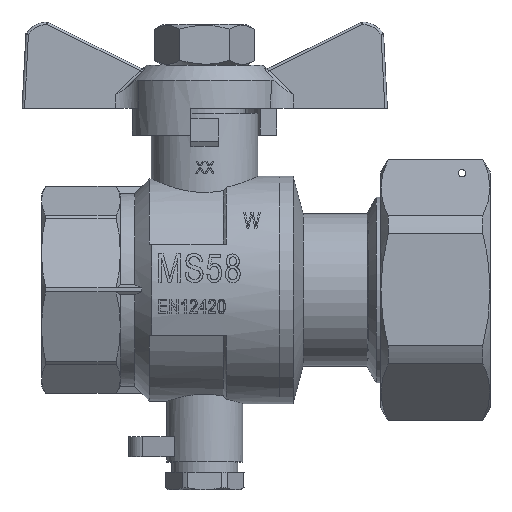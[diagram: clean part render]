
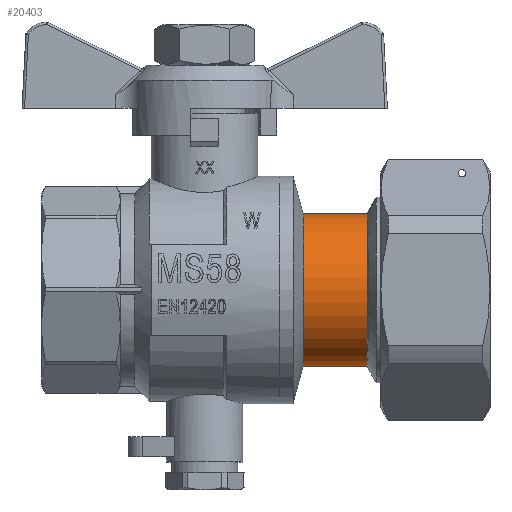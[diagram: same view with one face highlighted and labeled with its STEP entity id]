
A CAD part, top view. The second image highlights one B-rep face of the part: STEP entity #20403.
In plain terms, the highlighted cylindrical face has radius 15 mm (diameter 30 mm), a full revolution.
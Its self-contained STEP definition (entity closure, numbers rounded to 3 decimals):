
#4221=CYLINDRICAL_SURFACE('',#21925,15.);
#4960=ORIENTED_EDGE('',*,*,#11034,.F.);
#4961=ORIENTED_EDGE('',*,*,#11001,.F.);
#11001=EDGE_CURVE('',#14100,#14100,#16180,.T.);
#11034=EDGE_CURVE('',#14127,#14127,#16199,.T.);
#14100=VERTEX_POINT('',#33918);
#14127=VERTEX_POINT('',#33997);
#16180=CIRCLE('',#21886,15.);
#16199=CIRCLE('',#21924,15.);
#16752=EDGE_LOOP('',(#4960));
#16753=EDGE_LOOP('',(#4961));
#18124=FACE_BOUND('',#16752,.T.);
#18125=FACE_BOUND('',#16753,.T.);
#20403=ADVANCED_FACE('',(#18124,#18125),#4221,.T.);
#21886=AXIS2_PLACEMENT_3D('',#33917,#25242,#25243);
#21924=AXIS2_PLACEMENT_3D('',#33996,#25332,#25333);
#21925=AXIS2_PLACEMENT_3D('',#33998,#25334,#25335);
#25242=DIRECTION('',(-1.,0.,0.));
#25243=DIRECTION('',(0.,1.,0.));
#25332=DIRECTION('',(1.,0.,0.));
#25333=DIRECTION('',(0.,-1.,0.));
#25334=DIRECTION('',(1.,0.,0.));
#25335=DIRECTION('',(0.,-1.,0.));
#33917=CARTESIAN_POINT('',(19.383,0.,0.));
#33918=CARTESIAN_POINT('',(19.383,15.,0.));
#33996=CARTESIAN_POINT('',(32.053,0.,0.));
#33997=CARTESIAN_POINT('',(32.053,-15.,0.));
#33998=CARTESIAN_POINT('',(12.837,0.,0.));
